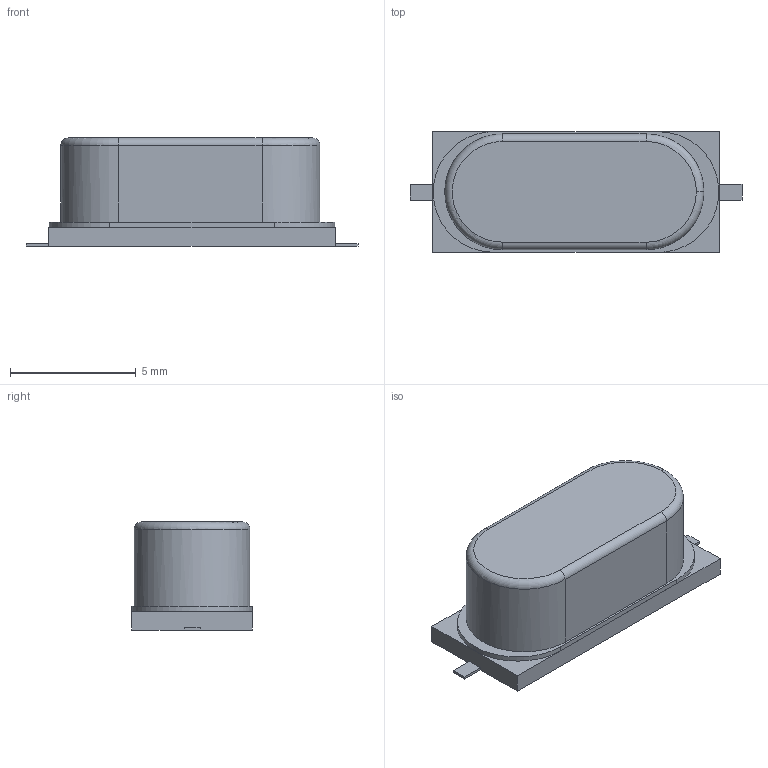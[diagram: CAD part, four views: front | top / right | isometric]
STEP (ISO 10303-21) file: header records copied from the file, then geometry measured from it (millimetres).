
FILE_DESCRIPTION(('FreeCAD Model'),'2;1');
FILE_NAME('Open CASCADE Shape Model','2022-01-13T20:11:15',( 'kicad StepUp'),('ksu MCAD'),'Open CASCADE STEP processor 7.5', 'FreeCAD','Unknown');
FILE_SCHEMA(('AUTOMOTIVE_DESIGN { 1 0 10303 214 1 1 1 1 }'));
Length unit declared in the file: millimetre
Products named in the file (1): ECS-100-18-5PX-TR
Bounding box: 13.2 x 4.8 x 4.3 mm (x, y, z)
Volume: 194.1 mm3; surface area: 335.9 mm2
Topology: 4 solids, 4 shells, 50 faces, 119 edges, 78 vertices
Faces by surface type: plane 33, bspline 8, cylinder 6, torus 3
Entity records: 2253 total; most frequent: CARTESIAN_POINT 761, ORIENTED_EDGE 238, DIRECTION 188, EDGE_CURVE 119, LINE 86, VECTOR 86, VERTEX_POINT 78, PRESENTATION_STYLE_ASSIGNMENT 54
